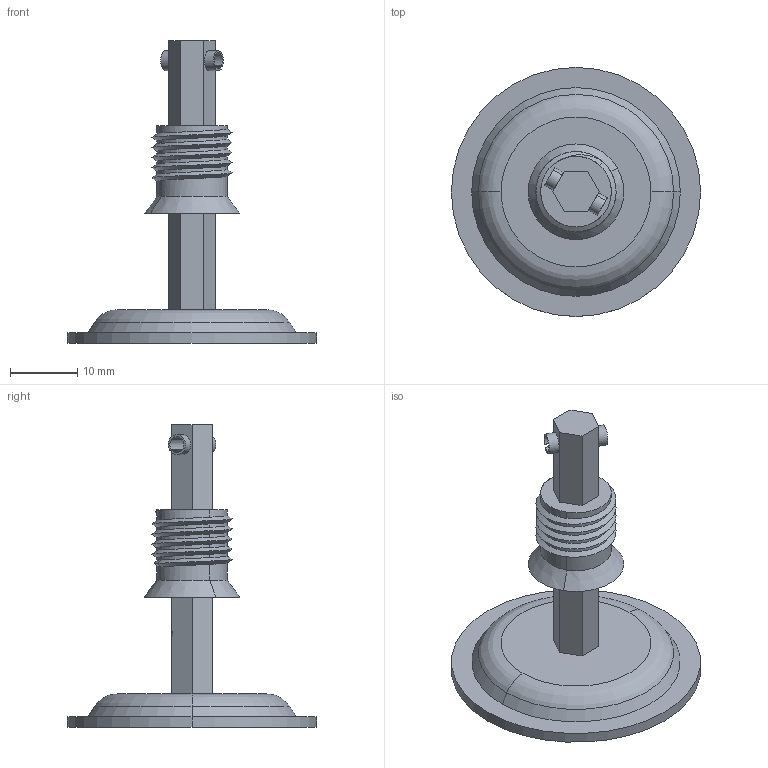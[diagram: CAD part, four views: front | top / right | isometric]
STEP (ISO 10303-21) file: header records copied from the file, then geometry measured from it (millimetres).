
FILE_DESCRIPTION (( 'STEP AP214' ), '1' );
FILE_NAME ('GTM-37郪蚾.STEP', '2021-08-24T03:04:30', ( '' ), ( '' ), 'SwSTEP 2.0', 'SolidWorks 2016', '' );
FILE_SCHEMA (( 'AUTOMOTIVE_DESIGN' ));
Length unit declared in the file: millimetre
Products named in the file (8): GTM-37郪蚾; GTM-M12蹟簽; GTM-3-縐种; GTM-37
Assembly tree (4 placements, depth 2):
  GTM-37郪蚾
    GTM-M12蹟簽
  GTM-3-縐种
  GTM-37
  GTM-37郪蚾
    GTM-37
    GTM-3-縐种
    GTM-M12蹟簽
Bounding box: 37 x 37 x 45 mm (x, y, z)
Volume: 4050.8 mm3; surface area: 4714.2 mm2
Topology: 3 solids, 3 shells, 87 faces, 217 edges, 146 vertices
Faces by surface type: plane 35, cylinder 34, bspline 8, cone 6, torus 4
Entity records: 3824 total; most frequent: CARTESIAN_POINT 1484, ORIENTED_EDGE 426, DIRECTION 426, EDGE_CURVE 213, AXIS2_PLACEMENT_3D 156, VERTEX_POINT 138, VECTOR 114, LINE 114
